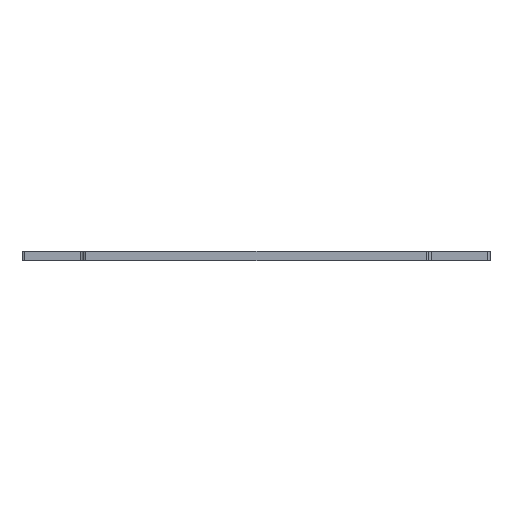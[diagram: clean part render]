
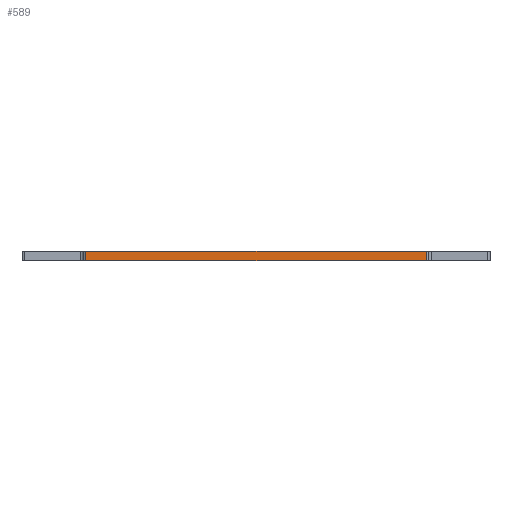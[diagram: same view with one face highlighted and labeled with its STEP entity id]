
A CAD part, left-side view. The second image highlights one B-rep face of the part: STEP entity #589.
In plain terms, the highlighted planar face has unit normal (-1, 0, 0).
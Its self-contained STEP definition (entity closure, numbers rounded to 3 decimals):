
#562 = VERTEX_POINT('',#563);
#563 = CARTESIAN_POINT('',(40.8,-111.2,1.51));
#570 = EDGE_CURVE('',#571,#562,#573,.T.);
#571 = VERTEX_POINT('',#572);
#572 = CARTESIAN_POINT('',(40.8,-111.2,0.));
#573 = LINE('',#574,#575);
#574 = CARTESIAN_POINT('',(40.8,-111.2,0.));
#575 = VECTOR('',#576,1.);
#576 = DIRECTION('',(0.,0.,1.));
#589 = ADVANCED_FACE('',(#590),#615,.T.);
#590 = FACE_BOUND('',#591,.T.);
#591 = EDGE_LOOP('',(#592,#593,#601,#609));
#592 = ORIENTED_EDGE('',*,*,#570,.T.);
#593 = ORIENTED_EDGE('',*,*,#594,.T.);
#594 = EDGE_CURVE('',#562,#595,#597,.T.);
#595 = VERTEX_POINT('',#596);
#596 = CARTESIAN_POINT('',(40.8,-55.5,1.51));
#597 = LINE('',#598,#599);
#598 = CARTESIAN_POINT('',(40.8,-111.2,1.51));
#599 = VECTOR('',#600,1.);
#600 = DIRECTION('',(0.,1.,0.));
#601 = ORIENTED_EDGE('',*,*,#602,.F.);
#602 = EDGE_CURVE('',#603,#595,#605,.T.);
#603 = VERTEX_POINT('',#604);
#604 = CARTESIAN_POINT('',(40.8,-55.5,0.));
#605 = LINE('',#606,#607);
#606 = CARTESIAN_POINT('',(40.8,-55.5,0.));
#607 = VECTOR('',#608,1.);
#608 = DIRECTION('',(0.,0.,1.));
#609 = ORIENTED_EDGE('',*,*,#610,.F.);
#610 = EDGE_CURVE('',#571,#603,#611,.T.);
#611 = LINE('',#612,#613);
#612 = CARTESIAN_POINT('',(40.8,-111.2,0.));
#613 = VECTOR('',#614,1.);
#614 = DIRECTION('',(0.,1.,0.));
#615 = PLANE('',#616);
#616 = AXIS2_PLACEMENT_3D('',#617,#618,#619);
#617 = CARTESIAN_POINT('',(40.8,-111.2,0.));
#618 = DIRECTION('',(-1.,0.,0.));
#619 = DIRECTION('',(0.,1.,0.));
